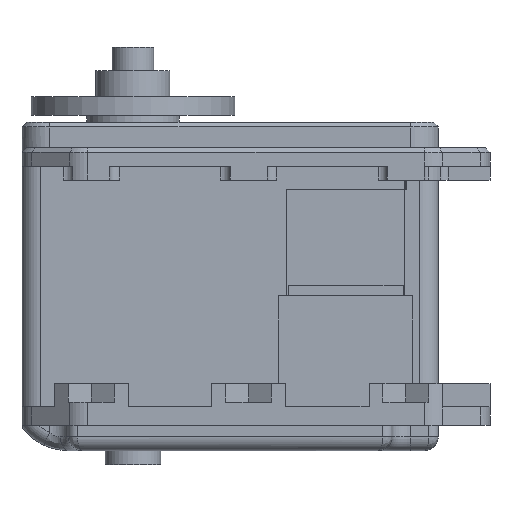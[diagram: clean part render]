
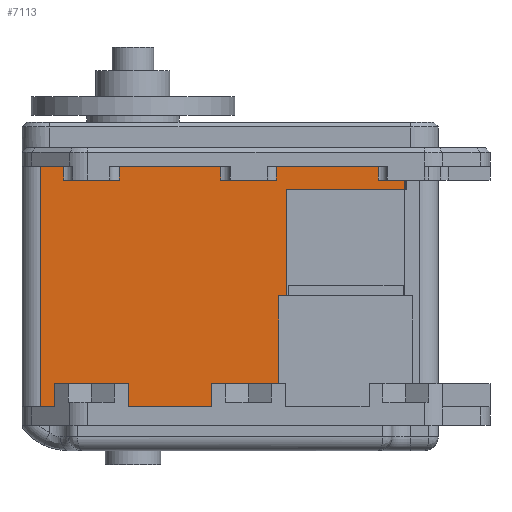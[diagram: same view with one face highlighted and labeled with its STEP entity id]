
A CAD part, left-side view. The second image highlights one B-rep face of the part: STEP entity #7113.
In plain terms, the highlighted planar face has unit normal (-1, 0, 0).
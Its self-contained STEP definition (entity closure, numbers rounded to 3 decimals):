
#573=DIRECTION('',(0.,1.,0.));
#574=VECTOR('',#573,6.);
#575=CARTESIAN_POINT('',(-12.2,-15.5,11.5));
#576=LINE('',#575,#574);
#589=DIRECTION('',(0.,1.,0.));
#590=VECTOR('',#589,2.9);
#591=CARTESIAN_POINT('',(-12.2,-29.4,11.5));
#592=LINE('',#591,#590);
#717=DIRECTION('',(0.,1.,0.));
#718=VECTOR('',#717,6.);
#719=CARTESIAN_POINT('',(-12.2,1.5,11.5));
#720=LINE('',#719,#718);
#963=DIRECTION('',(0.,0.,-1.));
#964=VECTOR('',#963,1.5);
#965=CARTESIAN_POINT('',(-12.2,7.5,13.));
#966=LINE('',#965,#964);
#967=DIRECTION('',(0.,0.,1.));
#968=VECTOR('',#967,1.5);
#969=CARTESIAN_POINT('',(-12.2,1.5,11.5));
#970=LINE('',#969,#968);
#971=DIRECTION('',(0.,-1.,0.));
#972=VECTOR('',#971,11.);
#973=CARTESIAN_POINT('',(-12.2,1.5,13.));
#974=LINE('',#973,#972);
#975=DIRECTION('',(0.,0.,-1.));
#976=VECTOR('',#975,1.5);
#977=CARTESIAN_POINT('',(-12.2,-9.5,13.));
#978=LINE('',#977,#976);
#979=DIRECTION('',(0.,0.,1.));
#980=VECTOR('',#979,1.5);
#981=CARTESIAN_POINT('',(-12.2,-15.5,11.5));
#982=LINE('',#981,#980);
#983=DIRECTION('',(0.,-1.,0.));
#984=VECTOR('',#983,11.);
#985=CARTESIAN_POINT('',(-12.2,-15.5,13.));
#986=LINE('',#985,#984);
#987=DIRECTION('',(0.,0.,-1.));
#988=VECTOR('',#987,1.5);
#989=CARTESIAN_POINT('',(-12.2,-26.5,13.));
#990=LINE('',#989,#988);
#991=DIRECTION('',(0.,1.,0.));
#992=VECTOR('',#991,12.8);
#993=CARTESIAN_POINT('',(-12.2,-29.4,10.5));
#994=LINE('',#993,#992);
#995=DIRECTION('',(0.,0.,1.));
#996=VECTOR('',#995,11.5);
#997=CARTESIAN_POINT('',(-12.2,-16.6,-1.));
#998=LINE('',#997,#996);
#999=DIRECTION('',(0.,1.,0.));
#1000=VECTOR('',#999,0.85);
#1001=CARTESIAN_POINT('',(-12.2,-16.6,-1.));
#1002=LINE('',#1001,#1000);
#1003=DIRECTION('',(0.,0.,-1.));
#1004=VECTOR('',#1003,9.5);
#1005=CARTESIAN_POINT('',(-12.2,-15.75,-1.));
#1006=LINE('',#1005,#1004);
#1007=DIRECTION('',(0.,1.,0.));
#1008=VECTOR('',#1007,3.15);
#1009=CARTESIAN_POINT('',(-12.2,-15.75,-10.5));
#1010=LINE('',#1009,#1008);
#1011=DIRECTION('',(0.,1.,0.));
#1012=VECTOR('',#1011,0.201);
#1013=CARTESIAN_POINT('',(-12.2,-12.6,-10.5));
#1014=LINE('',#1013,#1012);
#1015=DIRECTION('',(0.,1.,0.));
#1016=VECTOR('',#1015,3.875);
#1017=CARTESIAN_POINT('',(-12.2,-12.4,-10.5));
#1018=LINE('',#1017,#1016);
#1019=DIRECTION('',(0.,0.,1.));
#1020=VECTOR('',#1019,2.5);
#1021=CARTESIAN_POINT('',(-12.2,-8.525,-13.));
#1022=LINE('',#1021,#1020);
#1023=DIRECTION('',(0.,-1.,0.));
#1024=VECTOR('',#1023,9.05);
#1025=CARTESIAN_POINT('',(-12.2,0.525,-13.));
#1026=LINE('',#1025,#1024);
#1027=DIRECTION('',(0.,0.,1.));
#1028=VECTOR('',#1027,2.5);
#1029=CARTESIAN_POINT('',(-12.2,0.525,-13.));
#1030=LINE('',#1029,#1028);
#1031=DIRECTION('',(0.,1.,0.));
#1032=VECTOR('',#1031,3.875);
#1033=CARTESIAN_POINT('',(-12.2,0.525,-10.5));
#1034=LINE('',#1033,#1032);
#1035=DIRECTION('',(0.,1.,0.));
#1036=VECTOR('',#1035,0.201);
#1037=CARTESIAN_POINT('',(-12.2,4.4,-10.5));
#1038=LINE('',#1037,#1036);
#1039=DIRECTION('',(0.,1.,0.));
#1040=VECTOR('',#1039,3.875);
#1041=CARTESIAN_POINT('',(-12.2,4.6,-10.5));
#1042=LINE('',#1041,#1040);
#1043=DIRECTION('',(0.,0.,1.));
#1044=VECTOR('',#1043,2.5);
#1045=CARTESIAN_POINT('',(-12.2,8.475,-13.));
#1046=LINE('',#1045,#1044);
#1047=DIRECTION('',(0.,-1.,0.));
#1048=VECTOR('',#1047,1.525);
#1049=CARTESIAN_POINT('',(-12.2,10.,-13.));
#1050=LINE('',#1049,#1048);
#1051=DIRECTION('',(0.,0.,-1.));
#1052=VECTOR('',#1051,26.);
#1053=CARTESIAN_POINT('',(-12.2,10.,13.));
#1054=LINE('',#1053,#1052);
#1055=DIRECTION('',(0.,-1.,0.));
#1056=VECTOR('',#1055,2.5);
#1057=CARTESIAN_POINT('',(-12.2,10.,13.));
#1058=LINE('',#1057,#1056);
#4524=DIRECTION('',(0.,0.,-1.));
#4525=VECTOR('',#4524,1.);
#4526=CARTESIAN_POINT('',(-12.2,-29.4,11.5));
#4527=LINE('',#4526,#4525);
#4620=CARTESIAN_POINT('',(-12.2,-16.6,10.5));
#4621=VERTEX_POINT('',#4620);
#4644=CARTESIAN_POINT('',(-12.2,-16.6,-1.));
#4645=CARTESIAN_POINT('',(-12.2,-15.75,-1.));
#4646=VERTEX_POINT('',#4644);
#4647=VERTEX_POINT('',#4645);
#4650=CARTESIAN_POINT('',(-12.2,-15.75,-10.5));
#4651=VERTEX_POINT('',#4650);
#4656=CARTESIAN_POINT('',(-12.2,-29.4,10.5));
#4657=VERTEX_POINT('',#4656);
#4748=CARTESIAN_POINT('',(-12.2,8.475,-13.));
#4749=CARTESIAN_POINT('',(-12.2,8.475,-10.5));
#4750=VERTEX_POINT('',#4748);
#4751=VERTEX_POINT('',#4749);
#4752=CARTESIAN_POINT('',(-12.2,0.525,-13.));
#4753=CARTESIAN_POINT('',(-12.2,0.525,-10.5));
#4754=VERTEX_POINT('',#4752);
#4755=VERTEX_POINT('',#4753);
#4756=CARTESIAN_POINT('',(-12.2,-8.525,-13.));
#4757=CARTESIAN_POINT('',(-12.2,-8.525,-10.5));
#4758=VERTEX_POINT('',#4756);
#4759=VERTEX_POINT('',#4757);
#4884=CARTESIAN_POINT('',(-12.2,-12.6,-10.5));
#4885=CARTESIAN_POINT('',(-12.2,-12.4,-10.5));
#4886=VERTEX_POINT('',#4884);
#4887=VERTEX_POINT('',#4885);
#4888=CARTESIAN_POINT('',(-12.2,4.4,-10.5));
#4889=CARTESIAN_POINT('',(-12.2,4.6,-10.5));
#4890=VERTEX_POINT('',#4888);
#4891=VERTEX_POINT('',#4889);
#5048=CARTESIAN_POINT('',(-12.2,10.,13.));
#5049=CARTESIAN_POINT('',(-12.2,10.,-13.));
#5050=VERTEX_POINT('',#5048);
#5051=VERTEX_POINT('',#5049);
#5385=CARTESIAN_POINT('',(-12.2,-29.4,11.5));
#5386=VERTEX_POINT('',#5385);
#5493=CARTESIAN_POINT('',(-12.2,7.5,13.));
#5494=CARTESIAN_POINT('',(-12.2,7.5,11.5));
#5495=VERTEX_POINT('',#5493);
#5496=VERTEX_POINT('',#5494);
#5502=CARTESIAN_POINT('',(-12.2,1.5,13.));
#5504=VERTEX_POINT('',#5502);
#5505=CARTESIAN_POINT('',(-12.2,1.5,11.5));
#5506=VERTEX_POINT('',#5505);
#5509=CARTESIAN_POINT('',(-12.2,-9.5,13.));
#5510=CARTESIAN_POINT('',(-12.2,-9.5,11.5));
#5511=VERTEX_POINT('',#5509);
#5512=VERTEX_POINT('',#5510);
#5518=CARTESIAN_POINT('',(-12.2,-15.5,13.));
#5520=VERTEX_POINT('',#5518);
#5521=CARTESIAN_POINT('',(-12.2,-15.5,11.5));
#5522=VERTEX_POINT('',#5521);
#5525=CARTESIAN_POINT('',(-12.2,-26.5,13.));
#5526=CARTESIAN_POINT('',(-12.2,-26.5,11.5));
#5527=VERTEX_POINT('',#5525);
#5528=VERTEX_POINT('',#5526);
#7053=CARTESIAN_POINT('',(-12.2,12.,-17.75));
#7054=DIRECTION('',(-1.,0.,0.));
#7055=DIRECTION('',(0.,-1.,0.));
#7056=AXIS2_PLACEMENT_3D('',#7053,#7054,#7055);
#7057=PLANE('',#7056);
#7059=ORIENTED_EDGE('',*,*,#7058,.T.);
#7060=ORIENTED_EDGE('',*,*,#6606,.F.);
#7062=ORIENTED_EDGE('',*,*,#7061,.T.);
#7064=ORIENTED_EDGE('',*,*,#7063,.T.);
#7066=ORIENTED_EDGE('',*,*,#7065,.T.);
#7067=ORIENTED_EDGE('',*,*,#6420,.F.);
#7069=ORIENTED_EDGE('',*,*,#7068,.T.);
#7071=ORIENTED_EDGE('',*,*,#7070,.T.);
#7073=ORIENTED_EDGE('',*,*,#7072,.T.);
#7074=ORIENTED_EDGE('',*,*,#6446,.F.);
#7076=ORIENTED_EDGE('',*,*,#7075,.T.);
#7078=ORIENTED_EDGE('',*,*,#7077,.T.);
#7080=ORIENTED_EDGE('',*,*,#7079,.F.);
#7082=ORIENTED_EDGE('',*,*,#7081,.T.);
#7084=ORIENTED_EDGE('',*,*,#7083,.T.);
#7086=ORIENTED_EDGE('',*,*,#7085,.T.);
#7088=ORIENTED_EDGE('',*,*,#7087,.T.);
#7090=ORIENTED_EDGE('',*,*,#7089,.T.);
#7092=ORIENTED_EDGE('',*,*,#7091,.F.);
#7094=ORIENTED_EDGE('',*,*,#7093,.F.);
#7096=ORIENTED_EDGE('',*,*,#7095,.T.);
#7098=ORIENTED_EDGE('',*,*,#7097,.T.);
#7100=ORIENTED_EDGE('',*,*,#7099,.T.);
#7102=ORIENTED_EDGE('',*,*,#7101,.T.);
#7104=ORIENTED_EDGE('',*,*,#7103,.F.);
#7106=ORIENTED_EDGE('',*,*,#7105,.F.);
#7108=ORIENTED_EDGE('',*,*,#7107,.F.);
#7110=ORIENTED_EDGE('',*,*,#7109,.T.);
#7111=EDGE_LOOP('',(#7059,#7060,#7062,#7064,#7066,#7067,#7069,#7071,#7073,#7074,
#7076,#7078,#7080,#7082,#7084,#7086,#7088,#7090,#7092,#7094,#7096,#7098,#7100,
#7102,#7104,#7106,#7108,#7110));
#7112=FACE_OUTER_BOUND('',#7111,.F.);
#7113=ADVANCED_FACE('',(#7112),#7057,.T.);
#6420=EDGE_CURVE('',#5522,#5512,#576,.T.);
#6446=EDGE_CURVE('',#5386,#5528,#592,.T.);
#6606=EDGE_CURVE('',#5506,#5496,#720,.T.);
#7058=EDGE_CURVE('',#5495,#5496,#966,.T.);
#7061=EDGE_CURVE('',#5506,#5504,#970,.T.);
#7063=EDGE_CURVE('',#5504,#5511,#974,.T.);
#7065=EDGE_CURVE('',#5511,#5512,#978,.T.);
#7068=EDGE_CURVE('',#5522,#5520,#982,.T.);
#7070=EDGE_CURVE('',#5520,#5527,#986,.T.);
#7072=EDGE_CURVE('',#5527,#5528,#990,.T.);
#7075=EDGE_CURVE('',#5386,#4657,#4527,.T.);
#7077=EDGE_CURVE('',#4657,#4621,#994,.T.);
#7079=EDGE_CURVE('',#4646,#4621,#998,.T.);
#7081=EDGE_CURVE('',#4646,#4647,#1002,.T.);
#7083=EDGE_CURVE('',#4647,#4651,#1006,.T.);
#7085=EDGE_CURVE('',#4651,#4886,#1010,.T.);
#7087=EDGE_CURVE('',#4886,#4887,#1014,.T.);
#7089=EDGE_CURVE('',#4887,#4759,#1018,.T.);
#7091=EDGE_CURVE('',#4758,#4759,#1022,.T.);
#7093=EDGE_CURVE('',#4754,#4758,#1026,.T.);
#7095=EDGE_CURVE('',#4754,#4755,#1030,.T.);
#7097=EDGE_CURVE('',#4755,#4890,#1034,.T.);
#7099=EDGE_CURVE('',#4890,#4891,#1038,.T.);
#7101=EDGE_CURVE('',#4891,#4751,#1042,.T.);
#7103=EDGE_CURVE('',#4750,#4751,#1046,.T.);
#7105=EDGE_CURVE('',#5051,#4750,#1050,.T.);
#7107=EDGE_CURVE('',#5050,#5051,#1054,.T.);
#7109=EDGE_CURVE('',#5050,#5495,#1058,.T.);
